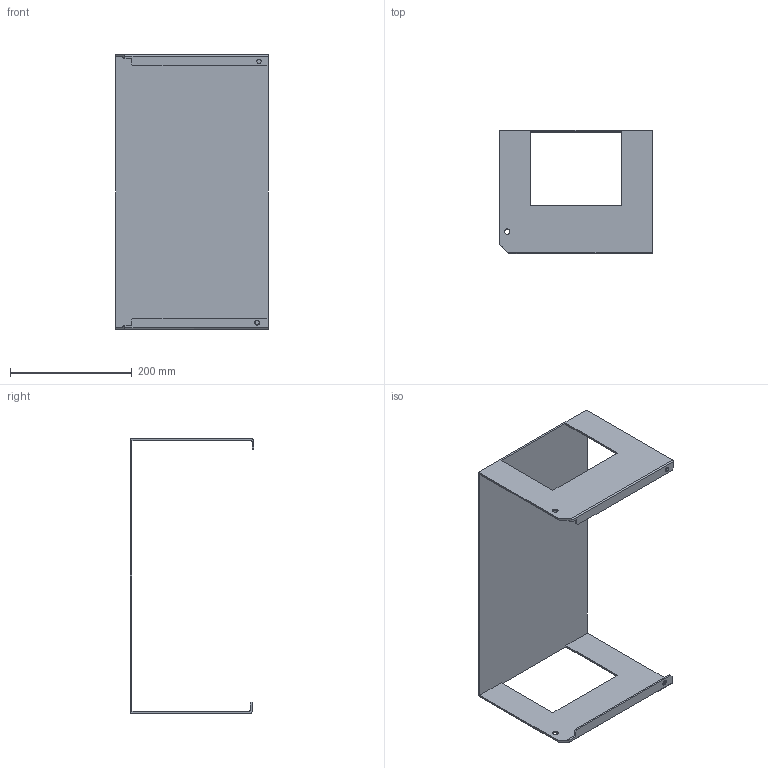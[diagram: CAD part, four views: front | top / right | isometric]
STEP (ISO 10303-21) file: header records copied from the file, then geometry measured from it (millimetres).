
FILE_DESCRIPTION(/* description */ (''),/* implementation_level */ '2;1');
FILE_NAME(/* name */ 'BJG88182_001-安装后板_3组_.stp',/* time_stamp */ '2020-07-06T11:00:21+08:00',/* author */ (''),/* organization */ (''),/* preprocessor_version */ 'ST-DEVELOPER v16',/* originating_system */ 'SIEMENS PLM Software NX 11.0',/* authorisation */ '');
FILE_SCHEMA (('AUTOMOTIVE_DESIGN { 1 0 10303 214 3 1 1 1 }'));
Length unit declared in the file: millimetre
Products named in the file (1): BJG88182_001-安装后板_3组_
Bounding box: 250 x 203 x 450 mm (x, y, z)
Volume: 546375.4 mm3; surface area: 373660.7 mm2
Topology: 1 solids, 1 shells, 40 faces, 119 edges, 79 vertices
Faces by surface type: plane 30, cylinder 8, cone 2
Full cylindrical faces by diameter (mm): 6.8 x2, 9 x2
Entity records: 1342 total; most frequent: CARTESIAN_POINT 231, ORIENTED_EDGE 224, DIRECTION 212, EDGE_CURVE 112, LINE 94, VECTOR 94, VERTEX_POINT 78, AXIS2_PLACEMENT_3D 59
